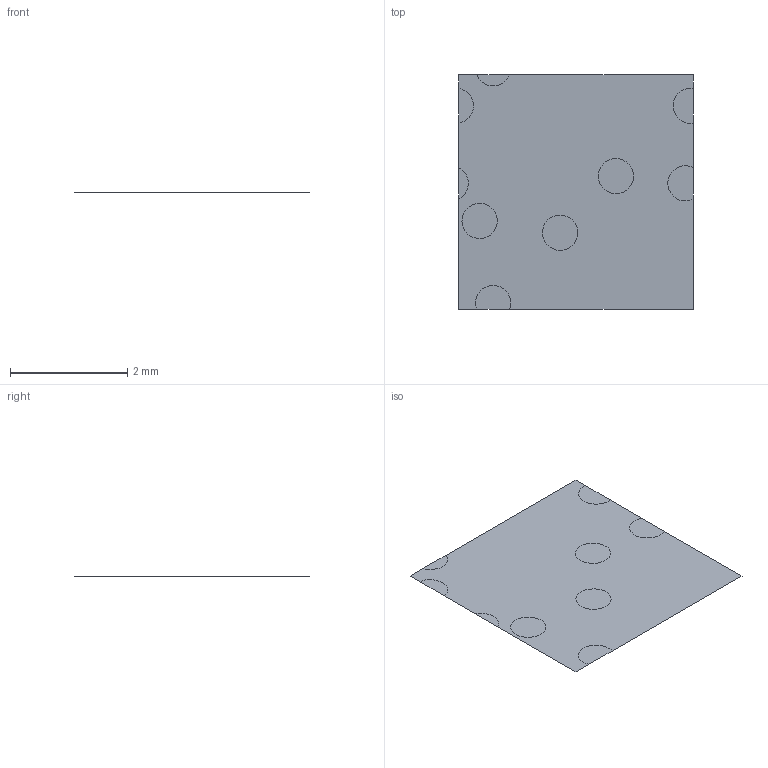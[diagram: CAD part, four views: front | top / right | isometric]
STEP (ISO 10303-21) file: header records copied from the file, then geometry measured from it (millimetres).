
FILE_DESCRIPTION(('Open CASCADE Model'),'2;1');
FILE_NAME('Open CASCADE Shape Model','2021-11-23T09:50:12',('Author'),( 'Open CASCADE'),'Open CASCADE STEP processor 7.6','Open CASCADE 7.6' ,'Unknown');
FILE_SCHEMA(('AUTOMOTIVE_DESIGN { 1 0 10303 214 1 1 1 1 }'));
Length unit declared in the file: millimetre
Products named in the file (11): Open CASCADE STEP translator 7.6 1; Open CASCADE STEP translator 7.6 1.1; Open CASCADE STEP translator 7.6 1.2; Open CASCADE STEP translator 7.6 1.3; Open CASCADE STEP translator 7.6 1.4; Open CASCADE STEP translator 7.6 1.5; Open CASCADE STEP translator 7.6 1.6; Open CASCADE STEP translator 7.6 1.7; Open CASCADE STEP translator 7.6 1.8; Open CASCADE STEP translator 7.6 1.9; Open CASCADE STEP translator 7.6 1.10
Assembly tree (10 placements, depth 2):
  Open CASCADE STEP translator 7.6 1
    Open CASCADE STEP translator 7.6 1.1
    Open CASCADE STEP translator 7.6 1.2
    Open CASCADE STEP translator 7.6 1.3
    Open CASCADE STEP translator 7.6 1.4
    Open CASCADE STEP translator 7.6 1.5
    Open CASCADE STEP translator 7.6 1.6
    Open CASCADE STEP translator 7.6 1.7
    Open CASCADE STEP translator 7.6 1.8
    Open CASCADE STEP translator 7.6 1.9
    Open CASCADE STEP translator 7.6 1.10
Bounding box: 4 x 4 x 0 mm (x, y, z)
Surface area: 16 mm2 (no closed solid volume)
Topology: 0 solids, 10 shells, 10 faces, 40 edges, 40 vertices
Faces by surface type: plane 10
Entity records: 926 total; most frequent: DIRECTION 146, CARTESIAN_POINT 141, AXIS2_PLACEMENT_3D 45, ORIENTED_EDGE 40, EDGE_CURVE 40, VERTEX_POINT 40, SURFACE_CURVE 40, PCURVE 40
